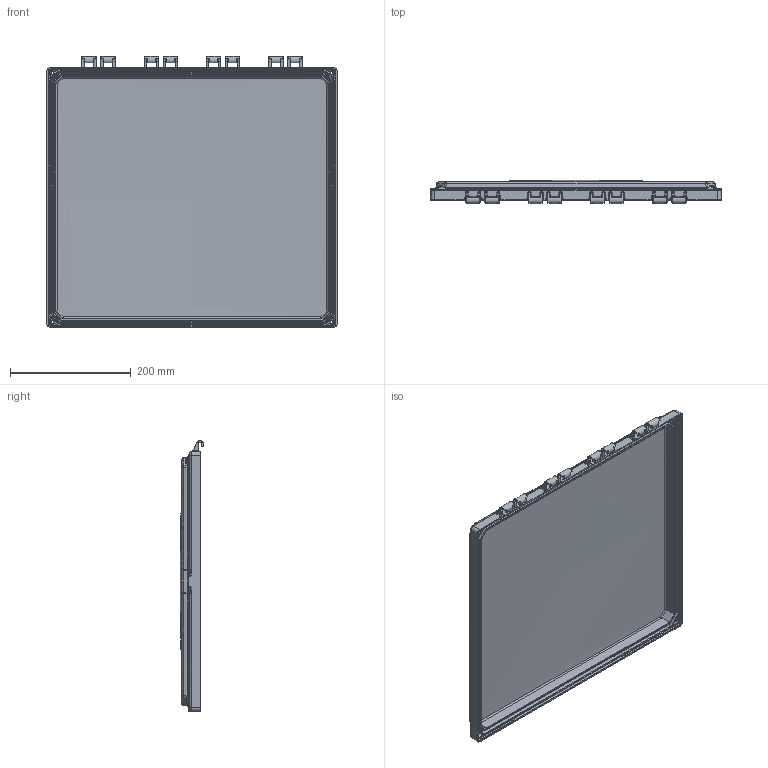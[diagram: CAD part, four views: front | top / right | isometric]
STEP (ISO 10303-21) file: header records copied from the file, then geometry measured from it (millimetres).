
FILE_DESCRIPTION (( 'STEP AP214' ), '1' );
FILE_NAME ('TEBPC18-LID.STEP', '2020-06-01T15:18:42', ( '' ), ( '' ), 'SwSTEP 2.0', 'SolidWorks 2018', '' );
FILE_SCHEMA (( 'AUTOMOTIVE_DESIGN' ));
Length unit declared in the file: inch
Products named in the file (1): TEBPC18-LID
Bounding box: 480.5 x 39.37 x 448 mm (x, y, z)
Volume: 1415622.6 mm3; surface area: 544187.2 mm2
Topology: 1 solids, 1 shells, 1098 faces, 2616 edges, 1512 vertices
Faces by surface type: cylinder 388, bspline 354, plane 328, cone 28
Entity records: 51065 total; most frequent: CARTESIAN_POINT 30418, ORIENTED_EDGE 5232, DIRECTION 2867, EDGE_CURVE 2616, VERTEX_POINT 1512, EDGE_LOOP 1114, B_SPLINE_CURVE_WITH_KNOTS 1099, FACE_OUTER_BOUND 1098
